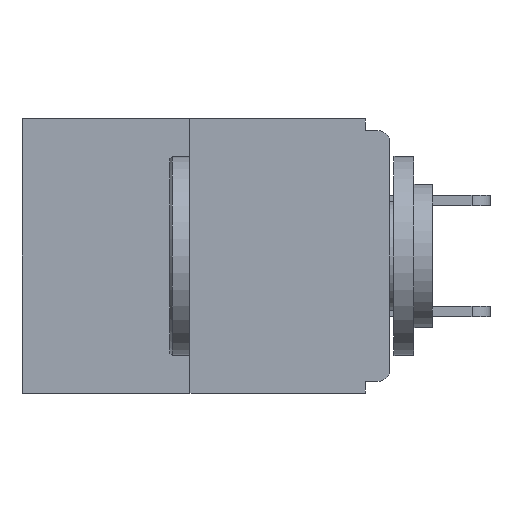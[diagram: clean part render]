
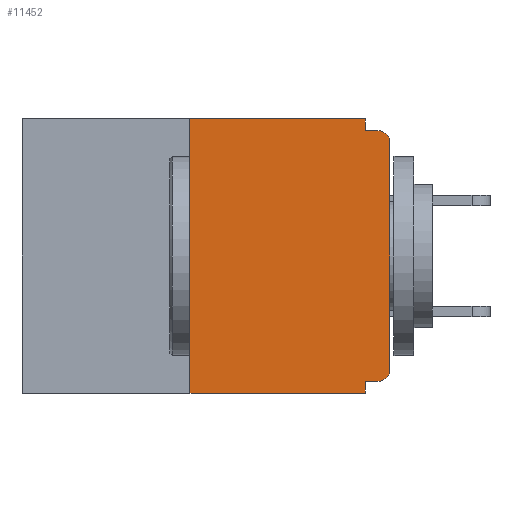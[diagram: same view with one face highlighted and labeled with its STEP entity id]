
A CAD part, left-side view. The second image highlights one B-rep face of the part: STEP entity #11452.
In plain terms, the highlighted planar face has unit normal (-1, 0, 0).
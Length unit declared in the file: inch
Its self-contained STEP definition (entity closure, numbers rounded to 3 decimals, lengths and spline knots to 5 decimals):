
#414 = AXIS2_PLACEMENT_3D ( 'NONE', #24321, #6134, #13098 ) ;
#443 = VERTEX_POINT ( 'NONE', #3551 ) ;
#1140 = CARTESIAN_POINT ( 'NONE',  ( 0., 0.031, -0.328 ) ) ;
#1264 = VECTOR ( 'NONE', #12084, 39.37008 ) ;
#1270 = EDGE_CURVE ( 'NONE', #27856, #443, #2695, .T. ) ;
#2147 = CIRCLE ( 'NONE', #17063, 0.015 ) ;
#2429 = DIRECTION ( 'NONE',  ( 0., 0., -1. ) ) ;
#2695 = LINE ( 'NONE', #15105, #13525 ) ;
#3073 = ORIENTED_EDGE ( 'NONE', *, *, #11432, .F. ) ;
#3505 = CARTESIAN_POINT ( 'NONE',  ( 0., 0.015, -0.03 ) ) ;
#3551 = CARTESIAN_POINT ( 'NONE',  ( 0., 0.031, 0. ) ) ;
#3917 = CARTESIAN_POINT ( 'NONE',  ( 0., 0., -0.015 ) ) ;
#3962 = CARTESIAN_POINT ( 'NONE',  ( 0., 0.031, -0.343 ) ) ;
#4480 = CARTESIAN_POINT ( 'NONE',  ( 0., 0.015, -0.015 ) ) ;
#4503 = CARTESIAN_POINT ( 'NONE',  ( 0., 0.031, 0. ) ) ;
#4633 = ORIENTED_EDGE ( 'NONE', *, *, #14988, .F. ) ;
#4838 = FACE_OUTER_BOUND ( 'NONE', #22775, .T. ) ;
#5334 = DIRECTION ( 'NONE',  ( 0., 0., -1. ) ) ;
#5453 = CIRCLE ( 'NONE', #7030, 0.015 ) ;
#6134 = DIRECTION ( 'NONE',  ( 1., 0., 0. ) ) ;
#6277 = DIRECTION ( 'NONE',  ( -1., 0., 0. ) ) ;
#7030 = AXIS2_PLACEMENT_3D ( 'NONE', #3505, #23735, #17035 ) ;
#7573 = VECTOR ( 'NONE', #18026, 39.37008 ) ;
#7576 = ORIENTED_EDGE ( 'NONE', *, *, #9953, .F. ) ;
#7869 = CARTESIAN_POINT ( 'NONE',  ( 0., 0., 0. ) ) ;
#8735 = CARTESIAN_POINT ( 'NONE',  ( 0., 0., -0.313 ) ) ;
#8950 = VERTEX_POINT ( 'NONE', #4480 ) ;
#9030 = ORIENTED_EDGE ( 'NONE', *, *, #16415, .T. ) ;
#9918 = VECTOR ( 'NONE', #5334, 39.37008 ) ;
#9953 = EDGE_CURVE ( 'NONE', #443, #22940, #10180, .T. ) ;
#9954 = VECTOR ( 'NONE', #14454, 39.37008 ) ;
#10180 = LINE ( 'NONE', #4503, #27115 ) ;
#10702 = DIRECTION ( 'NONE',  ( 0., 0., -1. ) ) ;
#10714 = DIRECTION ( 'NONE',  ( 0., 0., 1. ) ) ;
#10730 = LINE ( 'NONE', #22553, #7573 ) ;
#11040 = LINE ( 'NONE', #7869, #1264 ) ;
#11432 = EDGE_CURVE ( 'NONE', #22940, #8950, #18194, .T. ) ;
#11452 = ADVANCED_FACE ( 'NONE', ( #4838 ), #19611, .F. ) ;
#12084 = DIRECTION ( 'NONE',  ( 0., 0., 1. ) ) ;
#12292 = LINE ( 'NONE', #18489, #25359 ) ;
#12962 = ORIENTED_EDGE ( 'NONE', *, *, #17329, .T. ) ;
#13098 = DIRECTION ( 'NONE',  ( 0., 0., -1. ) ) ;
#13159 = ORIENTED_EDGE ( 'NONE', *, *, #1270, .F. ) ;
#13234 = EDGE_CURVE ( 'NONE', #13973, #18410, #10730, .T. ) ;
#13481 = CARTESIAN_POINT ( 'NONE',  ( 0., 0.031, -0.015 ) ) ;
#13525 = VECTOR ( 'NONE', #14821, 39.37008 ) ;
#13802 = LINE ( 'NONE', #23598, #9954 ) ;
#13973 = VERTEX_POINT ( 'NONE', #23969 ) ;
#14293 = CARTESIAN_POINT ( 'NONE',  ( 0., 0.015, -0.313 ) ) ;
#14454 = DIRECTION ( 'NONE',  ( 0., -1., 0. ) ) ;
#14821 = DIRECTION ( 'NONE',  ( 0., -1., 0. ) ) ;
#14988 = EDGE_CURVE ( 'NONE', #18410, #28648, #20818, .T. ) ;
#15105 = CARTESIAN_POINT ( 'NONE',  ( 0., 0.46, 0. ) ) ;
#16088 = VECTOR ( 'NONE', #26323, 39.37008 ) ;
#16415 = EDGE_CURVE ( 'NONE', #25662, #8950, #5453, .T. ) ;
#16505 = VERTEX_POINT ( 'NONE', #8735 ) ;
#16718 = CARTESIAN_POINT ( 'NONE',  ( 0., 0.031, -0.343 ) ) ;
#17035 = DIRECTION ( 'NONE',  ( 0., 0., -1. ) ) ;
#17063 = AXIS2_PLACEMENT_3D ( 'NONE', #14293, #6277, #10702 ) ;
#17329 = EDGE_CURVE ( 'NONE', #27125, #28648, #13802, .T. ) ;
#18026 = DIRECTION ( 'NONE',  ( 0., 1., 0. ) ) ;
#18194 = LINE ( 'NONE', #3917, #16088 ) ;
#18410 = VERTEX_POINT ( 'NONE', #1140 ) ;
#18489 = CARTESIAN_POINT ( 'NONE',  ( 0., 0.25, 0. ) ) ;
#18977 = CARTESIAN_POINT ( 'NONE',  ( 0., 0., -0.03 ) ) ;
#18987 = EDGE_CURVE ( 'NONE', #13973, #16505, #2147, .T. ) ;
#19305 = ORIENTED_EDGE ( 'NONE', *, *, #18987, .T. ) ;
#19611 = PLANE ( 'NONE',  #414 ) ;
#19709 = CARTESIAN_POINT ( 'NONE',  ( 0., 0.25, -0.343 ) ) ;
#20437 = ORIENTED_EDGE ( 'NONE', *, *, #27994, .F. ) ;
#20818 = LINE ( 'NONE', #16718, #9918 ) ;
#22553 = CARTESIAN_POINT ( 'NONE',  ( 0., 0., -0.328 ) ) ;
#22775 = EDGE_LOOP ( 'NONE', ( #13159, #20437, #12962, #4633, #24516, #19305, #25780, #9030, #3073, #7576 ) ) ;
#22940 = VERTEX_POINT ( 'NONE', #13481 ) ;
#23598 = CARTESIAN_POINT ( 'NONE',  ( 0., 0.46, -0.343 ) ) ;
#23735 = DIRECTION ( 'NONE',  ( -1., 0., 0. ) ) ;
#23969 = CARTESIAN_POINT ( 'NONE',  ( 0., 0.015, -0.328 ) ) ;
#24321 = CARTESIAN_POINT ( 'NONE',  ( 0., 0.46, 0. ) ) ;
#24516 = ORIENTED_EDGE ( 'NONE', *, *, #13234, .F. ) ;
#25359 = VECTOR ( 'NONE', #10714, 39.37008 ) ;
#25662 = VERTEX_POINT ( 'NONE', #18977 ) ;
#25780 = ORIENTED_EDGE ( 'NONE', *, *, #26043, .T. ) ;
#26043 = EDGE_CURVE ( 'NONE', #16505, #25662, #11040, .T. ) ;
#26323 = DIRECTION ( 'NONE',  ( 0., -1., 0. ) ) ;
#27115 = VECTOR ( 'NONE', #2429, 39.37008 ) ;
#27125 = VERTEX_POINT ( 'NONE', #19709 ) ;
#27856 = VERTEX_POINT ( 'NONE', #28168 ) ;
#27994 = EDGE_CURVE ( 'NONE', #27125, #27856, #12292, .T. ) ;
#28168 = CARTESIAN_POINT ( 'NONE',  ( 0., 0.25, 0. ) ) ;
#28648 = VERTEX_POINT ( 'NONE', #3962 ) ;
